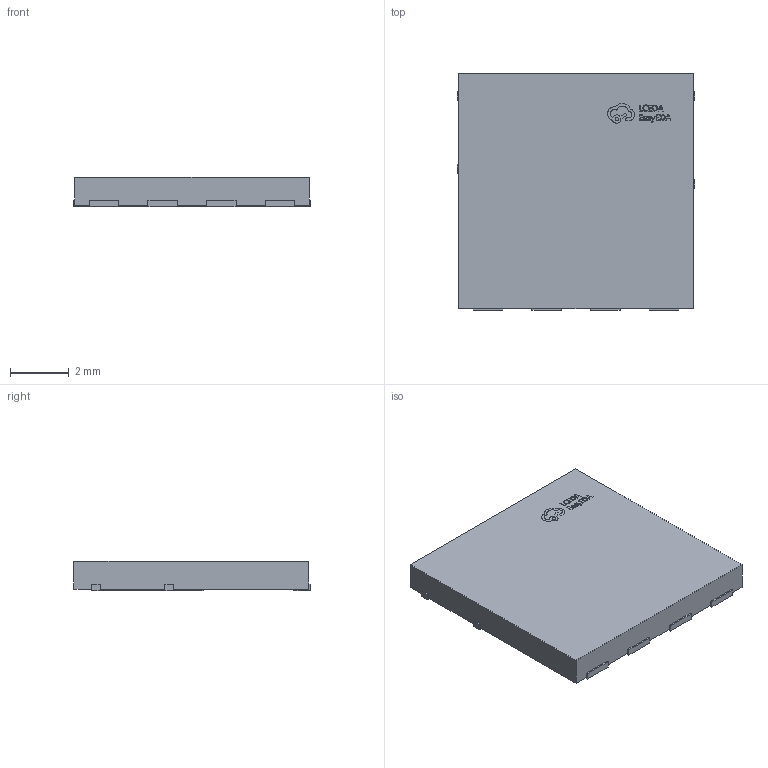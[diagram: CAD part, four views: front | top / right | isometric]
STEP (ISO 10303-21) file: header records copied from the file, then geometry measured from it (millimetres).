
FILE_DESCRIPTION (( 'STEP AP214' ), '1' );
FILE_NAME ('POWERPAK_L8.0-W8.0-P2.00-BL.step', '2022-07-09T04:02:47', ( '' ), ( '' ), 'SwSTEP 2.0', 'SolidWorks 2020', '' );
FILE_SCHEMA (( 'AUTOMOTIVE_DESIGN' ));
Length unit declared in the file: millimetre
Products named in the file (1): POWERPAK_L8.0-W8.0-P2.00-BL
Bounding box: 8.1 x 8.05 x 1 mm (x, y, z)
Volume: 61.8 mm3; surface area: 162.4 mm2
Topology: 1 solids, 1 shells, 337 faces, 927 edges, 618 vertices
Faces by surface type: plane 225, bspline 112
Entity records: 14907 total; most frequent: CARTESIAN_POINT 3987, ORIENTED_EDGE 1854, DIRECTION 1151, EDGE_CURVE 927, VECTOR 699, LINE 699, VERTEX_POINT 618, EDGE_LOOP 363
